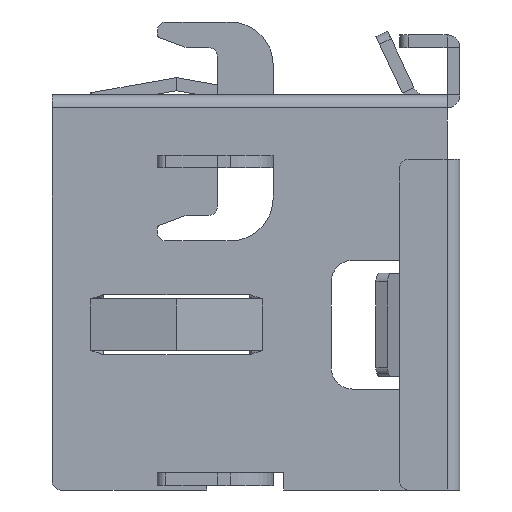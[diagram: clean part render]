
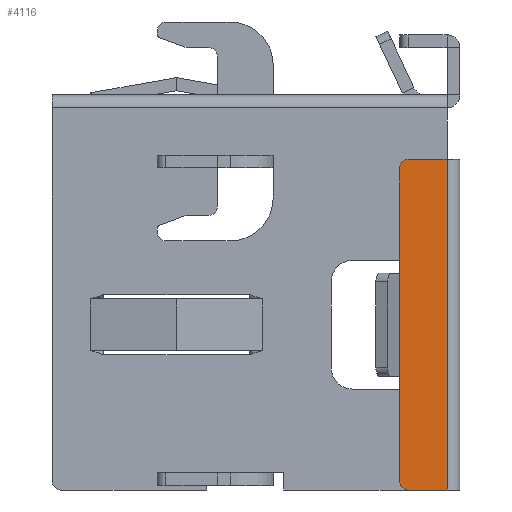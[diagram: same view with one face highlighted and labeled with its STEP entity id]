
A CAD part, front view. The second image highlights one B-rep face of the part: STEP entity #4116.
In plain terms, the highlighted planar face has unit normal (0, -1, 0).
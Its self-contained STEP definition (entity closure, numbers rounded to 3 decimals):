
#843=DIRECTION('',(0.,0.,1.));
#844=VECTOR('',#843,38.5);
#845=CARTESIAN_POINT('',(46.,-7.,-44.5));
#846=LINE('',#845,#844);
#861=CARTESIAN_POINT('',(41.5,-7.,-7.));
#862=DIRECTION('',(0.,-1.,0.));
#863=DIRECTION('',(0.,0.,1.));
#864=AXIS2_PLACEMENT_3D('',#861,#862,#863);
#866=DIRECTION('',(-1.,0.,0.));
#867=VECTOR('',#866,4.5);
#868=CARTESIAN_POINT('',(46.,-7.,-6.));
#869=LINE('',#868,#867);
#870=DIRECTION('',(1.,0.,0.));
#871=VECTOR('',#870,4.5);
#872=CARTESIAN_POINT('',(41.5,-7.,-44.5));
#873=LINE('',#872,#871);
#874=CARTESIAN_POINT('',(41.5,-7.,-43.5));
#875=DIRECTION('',(0.,-1.,0.));
#876=DIRECTION('',(-1.,0.,0.));
#877=AXIS2_PLACEMENT_3D('',#874,#875,#876);
#879=DIRECTION('',(0.,0.,-1.));
#880=VECTOR('',#879,36.5);
#881=CARTESIAN_POINT('',(40.5,-7.,-7.));
#882=LINE('',#881,#880);
#2527=CARTESIAN_POINT('',(46.,-7.,-44.5));
#2528=CARTESIAN_POINT('',(46.,-7.,-6.));
#2529=VERTEX_POINT('',#2527);
#2530=VERTEX_POINT('',#2528);
#2963=CARTESIAN_POINT('',(41.5,-7.,-6.));
#2964=CARTESIAN_POINT('',(40.5,-7.,-7.));
#2965=VERTEX_POINT('',#2963);
#2966=VERTEX_POINT('',#2964);
#2971=CARTESIAN_POINT('',(40.5,-7.,-43.5));
#2972=CARTESIAN_POINT('',(41.5,-7.,-44.5));
#2973=VERTEX_POINT('',#2971);
#2974=VERTEX_POINT('',#2972);
#4098=CARTESIAN_POINT('',(47.5,-7.,-6.));
#4099=DIRECTION('',(0.,-1.,0.));
#4100=DIRECTION('',(0.,0.,1.));
#4101=AXIS2_PLACEMENT_3D('',#4098,#4099,#4100);
#4102=PLANE('',#4101);
#4104=ORIENTED_EDGE('',*,*,#4103,.F.);
#4106=ORIENTED_EDGE('',*,*,#4105,.F.);
#4107=ORIENTED_EDGE('',*,*,#4089,.F.);
#4109=ORIENTED_EDGE('',*,*,#4108,.F.);
#4111=ORIENTED_EDGE('',*,*,#4110,.F.);
#4113=ORIENTED_EDGE('',*,*,#4112,.F.);
#4114=EDGE_LOOP('',(#4104,#4106,#4107,#4109,#4111,#4113));
#4115=FACE_OUTER_BOUND('',#4114,.F.);
#4116=ADVANCED_FACE('',(#4115),#4102,.T.);
#865=CIRCLE('',#864,1.);
#878=CIRCLE('',#877,1.);
#4089=EDGE_CURVE('',#2529,#2530,#846,.T.);
#4103=EDGE_CURVE('',#2965,#2966,#865,.T.);
#4105=EDGE_CURVE('',#2530,#2965,#869,.T.);
#4108=EDGE_CURVE('',#2974,#2529,#873,.T.);
#4110=EDGE_CURVE('',#2973,#2974,#878,.T.);
#4112=EDGE_CURVE('',#2966,#2973,#882,.T.);
